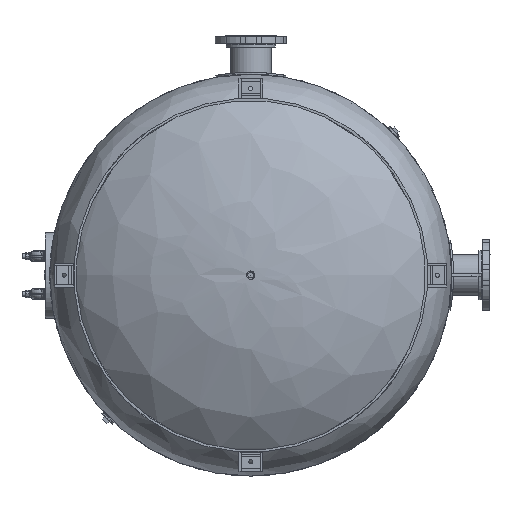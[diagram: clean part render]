
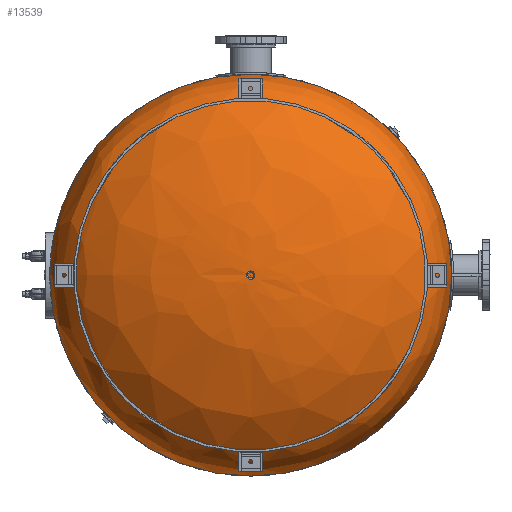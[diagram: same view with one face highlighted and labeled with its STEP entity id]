
A CAD part, front view. The second image highlights one B-rep face of the part: STEP entity #13539.
In plain terms, the highlighted free-form (B-spline) face has degree [2, 2] with [3, 9] control points.
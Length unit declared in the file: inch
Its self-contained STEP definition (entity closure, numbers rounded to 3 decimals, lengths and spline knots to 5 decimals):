
#390=ELLIPSE('',#14780,42.,21.25);
#585=(
BOUNDED_SURFACE()
B_SPLINE_SURFACE(2,2,((#20749,#20750,#20751,#20752,#20753,#20754,#20755,
#20756,#20757),(#20758,#20759,#20760,#20761,#20762,#20763,#20764,#20765,
#20766),(#20767,#20768,#20769,#20770,#20771,#20772,#20773,#20774,#20775)),
 .UNSPECIFIED.,.F.,.T.,.F.)
B_SPLINE_SURFACE_WITH_KNOTS((3,3),(3,2,2,2,3),(0.,1.5708),(0.,
1.5708,3.14159,4.71239,6.28319),
 .UNSPECIFIED.)
GEOMETRIC_REPRESENTATION_ITEM()
RATIONAL_B_SPLINE_SURFACE(((1.,0.707,1.,0.707,1.,
0.707,1.,0.707,1.),(0.707,0.5,0.707,
0.5,0.707,0.5,0.707,0.5,0.707),(1.,
0.707,1.,0.707,1.,0.707,1.,0.707,
1.)))
REPRESENTATION_ITEM('')
SURFACE()
);
#1343=CIRCLE('',#14776,42.);
#1344=CIRCLE('',#14777,42.);
#1991=FACE_OUTER_BOUND('',#2785,.T.);
#2785=EDGE_LOOP('',(#9155,#9156,#9157,#9158));
#5605=VERTEX_POINT('',#20741);
#5606=VERTEX_POINT('',#20743);
#5608=VERTEX_POINT('',#20776);
#6995=EDGE_CURVE('',#5605,#5606,#1343,.T.);
#6996=EDGE_CURVE('',#5606,#5605,#1344,.T.);
#6998=EDGE_CURVE('',#5608,#5606,#390,.T.);
#9155=ORIENTED_EDGE('',*,*,#6998,.T.);
#9156=ORIENTED_EDGE('',*,*,#6995,.F.);
#9157=ORIENTED_EDGE('',*,*,#6996,.F.);
#9158=ORIENTED_EDGE('',*,*,#6998,.F.);
#13539=ADVANCED_FACE('',(#1991),#585,.T.);
#14776=AXIS2_PLACEMENT_3D('',#20744,#16218,#16219);
#14777=AXIS2_PLACEMENT_3D('',#20745,#16220,#16221);
#14780=AXIS2_PLACEMENT_3D('',#20777,#16226,#16227);
#16218=DIRECTION('center_axis',(0.,-1.,0.));
#16219=DIRECTION('ref_axis',(1.,0.,0.));
#16220=DIRECTION('center_axis',(0.,-1.,0.));
#16221=DIRECTION('ref_axis',(1.,0.,0.));
#16226=DIRECTION('center_axis',(0.,0.,-1.));
#16227=DIRECTION('ref_axis',(1.,0.,0.));
#20741=CARTESIAN_POINT('',(-42.,0.,0.));
#20743=CARTESIAN_POINT('',(42.,0.,0.));
#20744=CARTESIAN_POINT('Origin',(0.,0.,0.));
#20745=CARTESIAN_POINT('Origin',(0.,0.,0.));
#20749=CARTESIAN_POINT('Ctrl Pts',(42.,0.,0.));
#20750=CARTESIAN_POINT('Ctrl Pts',(42.,0.,42.));
#20751=CARTESIAN_POINT('Ctrl Pts',(0.,0.,42.));
#20752=CARTESIAN_POINT('Ctrl Pts',(-42.,0.,42.));
#20753=CARTESIAN_POINT('Ctrl Pts',(-42.,0.,0.));
#20754=CARTESIAN_POINT('Ctrl Pts',(-42.,0.,-42.));
#20755=CARTESIAN_POINT('Ctrl Pts',(0.,0.,-42.));
#20756=CARTESIAN_POINT('Ctrl Pts',(42.,0.,-42.));
#20757=CARTESIAN_POINT('Ctrl Pts',(42.,0.,0.));
#20758=CARTESIAN_POINT('Ctrl Pts',(42.,21.25,0.));
#20759=CARTESIAN_POINT('Ctrl Pts',(42.,21.25,42.));
#20760=CARTESIAN_POINT('Ctrl Pts',(0.,21.25,42.));
#20761=CARTESIAN_POINT('Ctrl Pts',(-42.,21.25,42.));
#20762=CARTESIAN_POINT('Ctrl Pts',(-42.,21.25,0.));
#20763=CARTESIAN_POINT('Ctrl Pts',(-42.,21.25,-42.));
#20764=CARTESIAN_POINT('Ctrl Pts',(0.,21.25,-42.));
#20765=CARTESIAN_POINT('Ctrl Pts',(42.,21.25,-42.));
#20766=CARTESIAN_POINT('Ctrl Pts',(42.,21.25,0.));
#20767=CARTESIAN_POINT('Ctrl Pts',(0.,21.25,0.));
#20768=CARTESIAN_POINT('Ctrl Pts',(0.,21.25,0.));
#20769=CARTESIAN_POINT('Ctrl Pts',(0.,21.25,0.));
#20770=CARTESIAN_POINT('Ctrl Pts',(0.,21.25,0.));
#20771=CARTESIAN_POINT('Ctrl Pts',(0.,21.25,0.));
#20772=CARTESIAN_POINT('Ctrl Pts',(0.,21.25,0.));
#20773=CARTESIAN_POINT('Ctrl Pts',(0.,21.25,0.));
#20774=CARTESIAN_POINT('Ctrl Pts',(0.,21.25,0.));
#20775=CARTESIAN_POINT('Ctrl Pts',(0.,21.25,0.));
#20776=CARTESIAN_POINT('',(0.,21.25,0.));
#20777=CARTESIAN_POINT('Origin',(0.,0.,0.));
